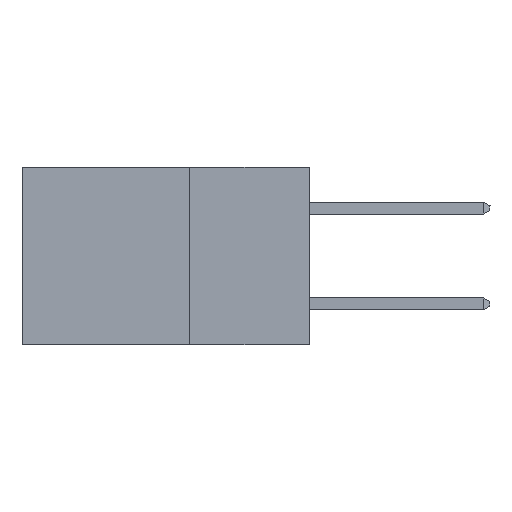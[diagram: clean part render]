
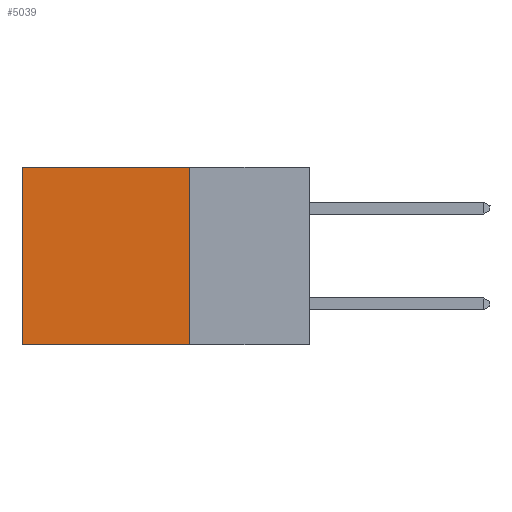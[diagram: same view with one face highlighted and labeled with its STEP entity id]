
A CAD part, left-side view. The second image highlights one B-rep face of the part: STEP entity #5039.
In plain terms, the highlighted planar face has unit normal (-1, 0, 0).
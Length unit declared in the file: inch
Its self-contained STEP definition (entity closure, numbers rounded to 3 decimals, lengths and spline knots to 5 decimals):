
#32 = LINE ( 'NONE', #1489, #3404 ) ;
#550 = VERTEX_POINT ( 'NONE', #6277 ) ;
#1446 = DIRECTION ( 'NONE',  ( 1., 0., 0. ) ) ;
#1489 = CARTESIAN_POINT ( 'NONE',  ( 0.2875, 0.25, 0. ) ) ;
#2079 = ORIENTED_EDGE ( 'NONE', *, *, #17204, .T. ) ;
#2882 = CARTESIAN_POINT ( 'NONE',  ( 0.2875, 0.6, 0. ) ) ;
#3404 = VECTOR ( 'NONE', #20292, 39.37008 ) ;
#3551 = AXIS2_PLACEMENT_3D ( 'NONE', #12610, #1446, #15598 ) ;
#4313 = DIRECTION ( 'NONE',  ( 0., 0., -1. ) ) ;
#4782 = ORIENTED_EDGE ( 'NONE', *, *, #10580, .F. ) ;
#5039 = ADVANCED_FACE ( 'NONE', ( #15810 ), #17148, .F. ) ;
#5329 = LINE ( 'NONE', #18243, #7211 ) ;
#5371 = VERTEX_POINT ( 'NONE', #10208 ) ;
#6126 = VERTEX_POINT ( 'NONE', #12665 ) ;
#6277 = CARTESIAN_POINT ( 'NONE',  ( 0.2875, 0.25, 0. ) ) ;
#6360 = LINE ( 'NONE', #17418, #11250 ) ;
#6651 = EDGE_LOOP ( 'NONE', ( #2079, #14184, #4782, #11157 ) ) ;
#7211 = VECTOR ( 'NONE', #10095, 39.37008 ) ;
#7428 = LINE ( 'NONE', #2882, #11300 ) ;
#10095 = DIRECTION ( 'NONE',  ( 0., 1., 0. ) ) ;
#10160 = EDGE_CURVE ( 'NONE', #6126, #5371, #5329, .T. ) ;
#10208 = CARTESIAN_POINT ( 'NONE',  ( 0.2875, 0.6, -0.37 ) ) ;
#10580 = EDGE_CURVE ( 'NONE', #550, #6126, #6360, .T. ) ;
#11157 = ORIENTED_EDGE ( 'NONE', *, *, #17647, .T. ) ;
#11250 = VECTOR ( 'NONE', #19071, 39.37008 ) ;
#11300 = VECTOR ( 'NONE', #4313, 39.37008 ) ;
#11681 = CARTESIAN_POINT ( 'NONE',  ( 0.2875, 0.6, 0. ) ) ;
#12610 = CARTESIAN_POINT ( 'NONE',  ( 0.2875, 0.25, 0. ) ) ;
#12665 = CARTESIAN_POINT ( 'NONE',  ( 0.2875, 0.25, -0.37 ) ) ;
#13448 = VERTEX_POINT ( 'NONE', #11681 ) ;
#14184 = ORIENTED_EDGE ( 'NONE', *, *, #10160, .F. ) ;
#15598 = DIRECTION ( 'NONE',  ( 0., 0., -1. ) ) ;
#15810 = FACE_OUTER_BOUND ( 'NONE', #6651, .T. ) ;
#17148 = PLANE ( 'NONE',  #3551 ) ;
#17204 = EDGE_CURVE ( 'NONE', #13448, #5371, #7428, .T. ) ;
#17418 = CARTESIAN_POINT ( 'NONE',  ( 0.2875, 0.25, 0. ) ) ;
#17647 = EDGE_CURVE ( 'NONE', #550, #13448, #32, .T. ) ;
#18243 = CARTESIAN_POINT ( 'NONE',  ( 0.2875, 0.25, -0.37 ) ) ;
#19071 = DIRECTION ( 'NONE',  ( 0., 0., -1. ) ) ;
#20292 = DIRECTION ( 'NONE',  ( 0., 1., 0. ) ) ;
